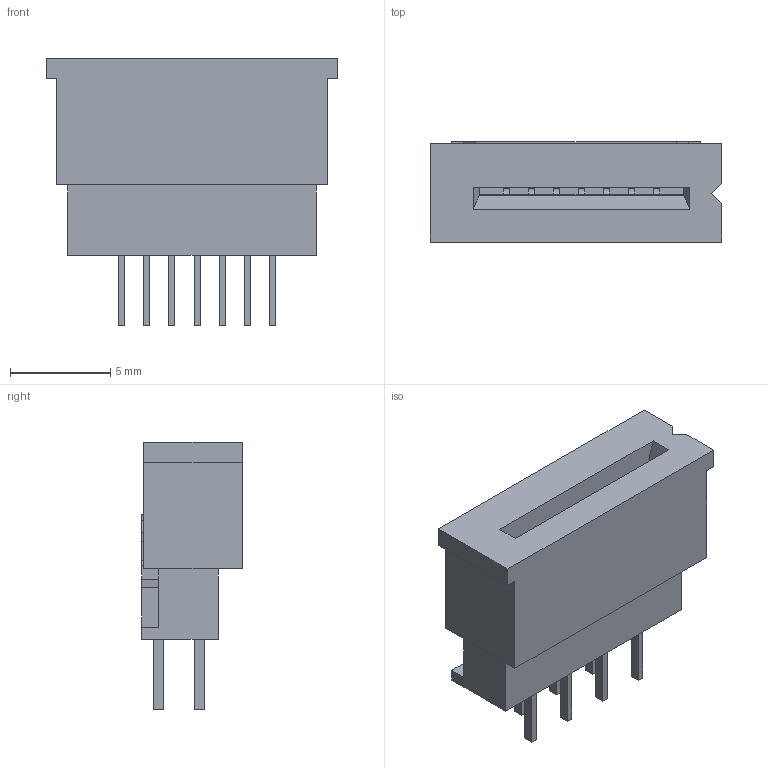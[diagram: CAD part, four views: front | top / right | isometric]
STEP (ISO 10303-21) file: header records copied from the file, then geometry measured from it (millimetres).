
FILE_DESCRIPTION((''),'2;1');
FILE_NAME('039532075','2018-04-25T',('ksrinivasara'),(''),'PRO/ENGINEER BY PARAMETRIC TECHNOLOGY CORPORATION, 2012310','PRO/ENGINEER BY PARAMETRIC TECHNOLOGY CORPORATION, 2012310','');
FILE_SCHEMA(('CONFIG_CONTROL_DESIGN'));
Length unit declared in the file: millimetre
Products named in the file (1): 039532075
Bounding box: 14.5 x 5 x 13.3 mm (x, y, z)
Volume: 447.6 mm3; surface area: 913.6 mm2
Topology: 1 solids, 1 shells, 238 faces, 661 edges, 436 vertices
Faces by surface type: plane 231, cylinder 7
Entity records: 7525 total; most frequent: CARTESIAN_POINT 1322, ORIENTED_EDGE 1294, DIRECTION 1167, EDGE_CURVE 647, VECTOR 633, LINE 633, VERTEX_POINT 422, EDGE_LOOP 275
